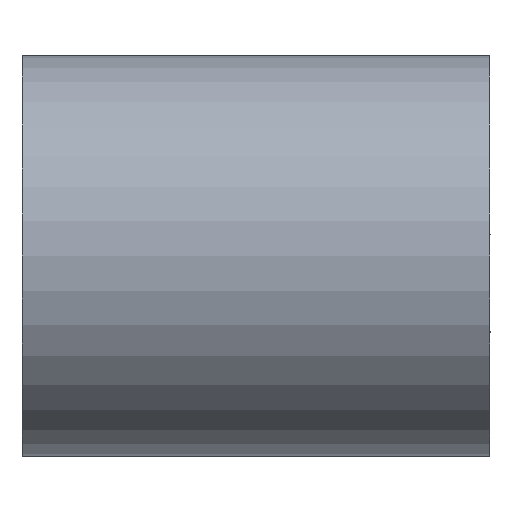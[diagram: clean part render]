
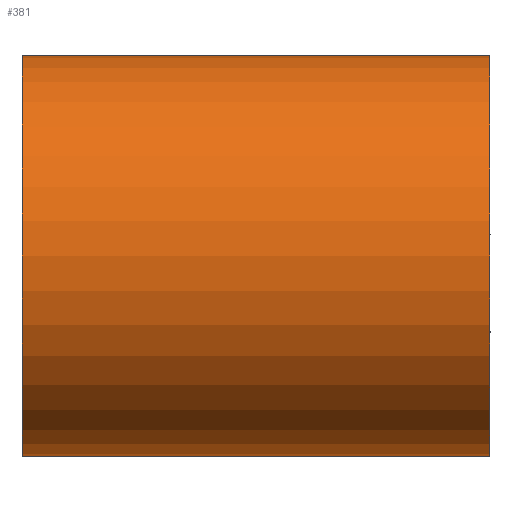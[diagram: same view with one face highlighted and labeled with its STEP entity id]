
A CAD part, front view. The second image highlights one B-rep face of the part: STEP entity #381.
In plain terms, the highlighted cylindrical face has radius 38.1 mm (diameter 76.2 mm), a partial arc.
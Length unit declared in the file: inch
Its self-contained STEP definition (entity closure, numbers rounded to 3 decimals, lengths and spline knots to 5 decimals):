
#191 = DIRECTION ( 'NONE',  ( -1., 0., 0. ) ) ;
#212 = DIRECTION ( 'NONE',  ( -1., 0., 0. ) ) ;
#225 = CYLINDRICAL_SURFACE ( 'NONE', #3116, 1.5 ) ;
#319 = CIRCLE ( 'NONE', #416, 1.5 ) ;
#320 = CARTESIAN_POINT ( 'NONE',  ( 3.5, 0., 0. ) ) ;
#356 = EDGE_LOOP ( 'NONE', ( #1821, #1672, #3324, #1939 ) ) ;
#381 = ADVANCED_FACE ( 'NONE', ( #1791 ), #225, .T. ) ;
#416 = AXIS2_PLACEMENT_3D ( 'NONE', #742, #1524, #1754 ) ;
#741 = VERTEX_POINT ( 'NONE', #1332 ) ;
#742 = CARTESIAN_POINT ( 'NONE',  ( 0., 0., 0. ) ) ;
#849 = DIRECTION ( 'NONE',  ( 0., 0., 1. ) ) ;
#888 = EDGE_CURVE ( 'NONE', #2328, #741, #1027, .T. ) ;
#1027 = CIRCLE ( 'NONE', #1476, 1.5 ) ;
#1031 = CARTESIAN_POINT ( 'NONE',  ( 0., 0., -1.5 ) ) ;
#1279 = CARTESIAN_POINT ( 'NONE',  ( 0., 0., 0. ) ) ;
#1327 = DIRECTION ( 'NONE',  ( -1., 0., 0. ) ) ;
#1332 = CARTESIAN_POINT ( 'NONE',  ( 3.5, 0., 1.5 ) ) ;
#1389 = DIRECTION ( 'NONE',  ( -1., 0., 0. ) ) ;
#1455 = VECTOR ( 'NONE', #212, 39.37008 ) ;
#1476 = AXIS2_PLACEMENT_3D ( 'NONE', #320, #1327, #849 ) ;
#1524 = DIRECTION ( 'NONE',  ( -1., 0., 0. ) ) ;
#1569 = DIRECTION ( 'NONE',  ( 0., 0., 1. ) ) ;
#1672 = ORIENTED_EDGE ( 'NONE', *, *, #888, .T. ) ;
#1687 = CARTESIAN_POINT ( 'NONE',  ( 0., 0., 1.5 ) ) ;
#1754 = DIRECTION ( 'NONE',  ( 0., 0., 1. ) ) ;
#1773 = CARTESIAN_POINT ( 'NONE',  ( 0., 0., 1.5 ) ) ;
#1791 = FACE_OUTER_BOUND ( 'NONE', #356, .T. ) ;
#1821 = ORIENTED_EDGE ( 'NONE', *, *, #3126, .F. ) ;
#1873 = CARTESIAN_POINT ( 'NONE',  ( 3.5, 0., -1.5 ) ) ;
#1939 = ORIENTED_EDGE ( 'NONE', *, *, #2809, .F. ) ;
#1963 = EDGE_CURVE ( 'NONE', #741, #2199, #2465, .T. ) ;
#2097 = LINE ( 'NONE', #1031, #1455 ) ;
#2199 = VERTEX_POINT ( 'NONE', #1773 ) ;
#2245 = CARTESIAN_POINT ( 'NONE',  ( 0., 0., -1.5 ) ) ;
#2328 = VERTEX_POINT ( 'NONE', #1873 ) ;
#2417 = VECTOR ( 'NONE', #1389, 39.37008 ) ;
#2465 = LINE ( 'NONE', #1687, #2417 ) ;
#2644 = VERTEX_POINT ( 'NONE', #2245 ) ;
#2809 = EDGE_CURVE ( 'NONE', #2644, #2199, #319, .T. ) ;
#3116 = AXIS2_PLACEMENT_3D ( 'NONE', #1279, #191, #1569 ) ;
#3126 = EDGE_CURVE ( 'NONE', #2328, #2644, #2097, .T. ) ;
#3324 = ORIENTED_EDGE ( 'NONE', *, *, #1963, .T. ) ;
